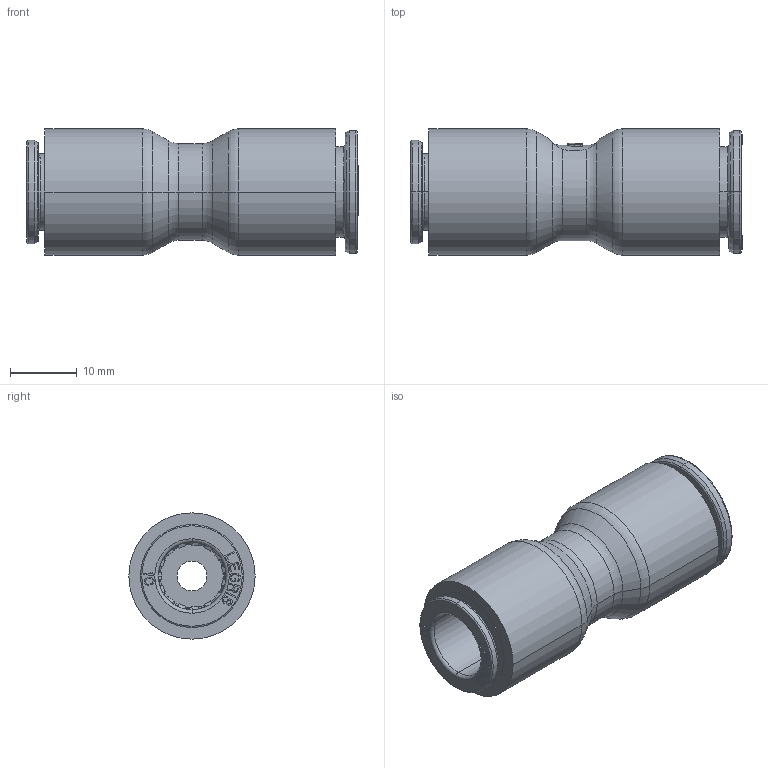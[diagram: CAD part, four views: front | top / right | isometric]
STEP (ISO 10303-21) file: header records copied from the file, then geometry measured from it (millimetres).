
FILE_DESCRIPTION(('STEP AP214'),'1');
FILE_NAME('6806_10_12.stp','2016-07-07T14:42:01',('TraceParts'),('TraceParts S.A.'),'Spatial InterOp 3D',' ',' ');
FILE_SCHEMA(('automotive_design'));
Length unit declared in the file: millimetre
Products named in the file (13): V806-10-12_ASM|Next assembly relationship#44112-17_ASM|Next assembly relationship#44112-32;44112-32; V806-10-12_ASM|Next assembly relationship#44112-17_ASM|Next assembly relationship#44112-30;44112-30; V806-10-12_ASM|Next assembly relationship#44112-17_ASM|Next assembly relationship#44112;44112; V806-10-12_ASM|Next assembly relationship#44112-17_ASM|Next assembly relationship#44112-41;44112-41; V806-10-12_ASM|Next assembly relationship#V300-10-00-CASSE_ASM|Next assembly relationship#44110-39_ASM;44110-39_ASM; V806-10-12_ASM|Next assembly relationship#V300-10-00-CASSE_ASM|Next assembly relationship#44110-38;44110-38; V806-10-12_ASM|Next assembly relationship#V300-10-00-CASSE_ASM|Next assembly relationship#44110;44110; V806-10-12_ASM|Next assembly relationship#V300-10-00-CASSE_ASM|Next assembly relationship#44110-42;44110-42; V806-10-12_ASM|Next assembly relationship#V300-10-00-CASSE_ASM|Next assembly relationship#44110-11-10-ASM;44110-11-10-ASM; V806-10-12_ASM|Next assembly relationship#44522-53;44522-53; V806-10-12_ASM|Next assembly relationship#44112-11-10-ASM;44112-11-10-ASM
Bounding box: 49.9 x 18.98 x 18.98 mm (x, y, z)
Volume: 7362.5 mm3; surface area: 11223 mm2
Topology: 13 solids, 13 shells, 1374 faces, 3423 edges, 2114 vertices
Faces by surface type: plane 503, cylinder 271, torus 233, cone 184, bspline 180, sphere 3
Entity records: 48982 total; most frequent: CARTESIAN_POINT 16901, ORIENTED_EDGE 6840, DIRECTION 6360, EDGE_CURVE 3420, AXIS2_PLACEMENT_3D 2260, VERTEX_POINT 2114, LINE 1840, VECTOR 1840
